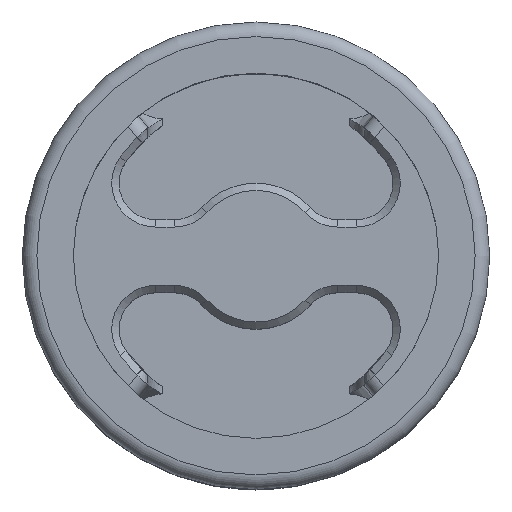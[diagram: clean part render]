
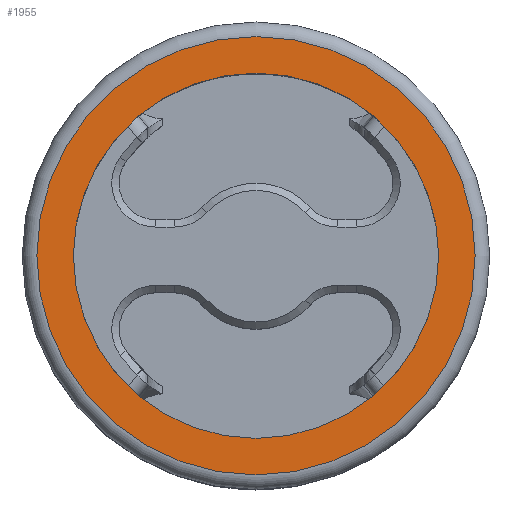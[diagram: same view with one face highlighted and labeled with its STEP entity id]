
A CAD part, top view. The second image highlights one B-rep face of the part: STEP entity #1955.
In plain terms, the highlighted planar face has unit normal (0, 0, 1).
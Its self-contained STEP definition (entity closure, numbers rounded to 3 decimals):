
#15=FACE_BOUND('',#651,.T.);
#158=PLANE('',#2140);
#535=FACE_OUTER_BOUND('',#650,.T.);
#650=EDGE_LOOP('',(#1754));
#651=EDGE_LOOP('',(#1755));
#743=CIRCLE('',#2130,12.5);
#746=CIRCLE('',#2135,15.);
#934=VERTEX_POINT('',#4279);
#937=VERTEX_POINT('',#4287);
#1217=EDGE_CURVE('',#934,#934,#743,.T.);
#1221=EDGE_CURVE('',#937,#937,#746,.T.);
#1754=ORIENTED_EDGE('',*,*,#1221,.F.);
#1755=ORIENTED_EDGE('',*,*,#1217,.T.);
#1955=ADVANCED_FACE('',(#535,#15),#158,.T.);
#2130=AXIS2_PLACEMENT_3D('',#4280,#2581,#2582);
#2135=AXIS2_PLACEMENT_3D('',#4289,#2592,#2593);
#2140=AXIS2_PLACEMENT_3D('',#4297,#2603,#2604);
#2581=DIRECTION('center_axis',(0.,0.,-1.));
#2582=DIRECTION('ref_axis',(1.,0.,0.));
#2592=DIRECTION('center_axis',(0.,0.,-1.));
#2593=DIRECTION('ref_axis',(0.,1.,0.));
#2603=DIRECTION('center_axis',(0.,0.,1.));
#2604=DIRECTION('ref_axis',(1.,0.,0.));
#4279=CARTESIAN_POINT('',(-12.5,0.,40.));
#4280=CARTESIAN_POINT('Origin',(0.,0.,40.));
#4287=CARTESIAN_POINT('',(15.,0.,40.));
#4289=CARTESIAN_POINT('Origin',(0.,0.,40.));
#4297=CARTESIAN_POINT('Origin',(0.,0.,40.));
